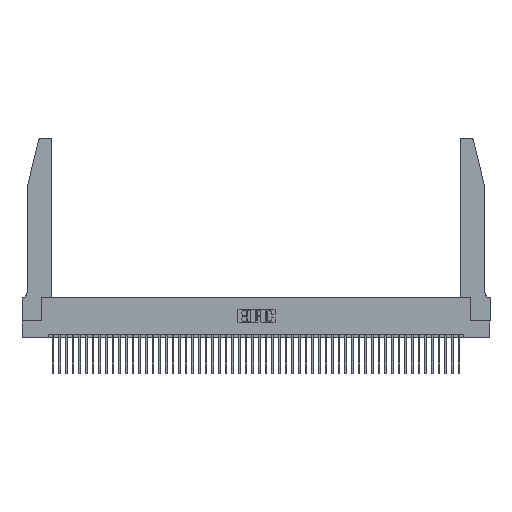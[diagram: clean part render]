
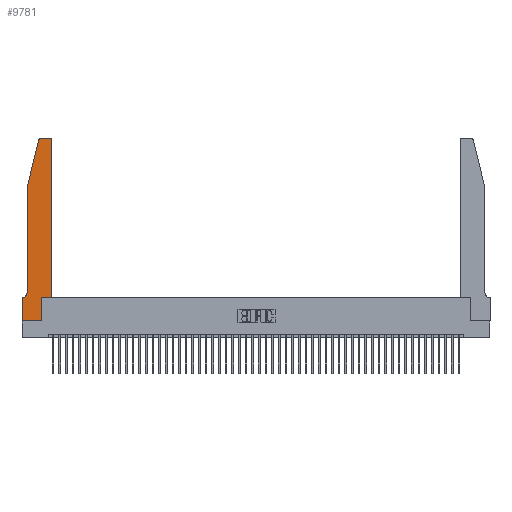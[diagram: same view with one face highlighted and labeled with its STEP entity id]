
A CAD part, top view. The second image highlights one B-rep face of the part: STEP entity #9781.
In plain terms, the highlighted planar face has unit normal (0, 0, 1).
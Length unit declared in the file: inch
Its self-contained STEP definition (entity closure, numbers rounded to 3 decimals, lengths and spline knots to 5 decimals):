
#542 = EDGE_CURVE ( 'NONE', #14750, #9442, #23356, .T. ) ;
#1050 = VECTOR ( 'NONE', #2472, 39.37008 ) ;
#1137 = DIRECTION ( 'NONE',  ( -1., 0., 0. ) ) ;
#1437 = VECTOR ( 'NONE', #32550, 39.37008 ) ;
#1904 = DIRECTION ( 'NONE',  ( 0., 1., 0. ) ) ;
#2082 = EDGE_CURVE ( 'NONE', #19933, #19246, #41218, .T. ) ;
#2472 = DIRECTION ( 'NONE',  ( 0., 1., 0. ) ) ;
#3242 = VERTEX_POINT ( 'NONE', #19589 ) ;
#3307 = CARTESIAN_POINT ( 'NONE',  ( 0., 0.35, 0.37 ) ) ;
#3486 = DIRECTION ( 'NONE',  ( 1., 0., 0. ) ) ;
#3687 = LINE ( 'NONE', #33904, #11668 ) ;
#4499 = DIRECTION ( 'NONE',  ( 0., 0., 1. ) ) ;
#4931 = CARTESIAN_POINT ( 'NONE',  ( 0.4505, 2.72, 0.37 ) ) ;
#5158 = CARTESIAN_POINT ( 'NONE',  ( 0.4505, 0.35, 0.37 ) ) ;
#5222 = CARTESIAN_POINT ( 'NONE',  ( 0.0755, 0.35, 0.37 ) ) ;
#5319 = DIRECTION ( 'NONE',  ( 0., -1., 0. ) ) ;
#5721 = ORIENTED_EDGE ( 'NONE', *, *, #23497, .T. ) ;
#6313 = VECTOR ( 'NONE', #5319, 39.37008 ) ;
#6920 = PLANE ( 'NONE',  #8153 ) ;
#7319 = CARTESIAN_POINT ( 'NONE',  ( 0.4205, 2.75, 0.37 ) ) ;
#7428 = VERTEX_POINT ( 'NONE', #27806 ) ;
#7984 = VECTOR ( 'NONE', #1137, 39.37008 ) ;
#8060 = CARTESIAN_POINT ( 'NONE',  ( 0.284, 2.75, 0.37 ) ) ;
#8127 = ORIENTED_EDGE ( 'NONE', *, *, #18280, .T. ) ;
#8153 = AXIS2_PLACEMENT_3D ( 'NONE', #3307, #16441, #3486 ) ;
#8670 = EDGE_CURVE ( 'NONE', #17760, #19933, #41629, .T. ) ;
#9442 = VERTEX_POINT ( 'NONE', #16311 ) ;
#9781 = ADVANCED_FACE ( 'NONE', ( #39011 ), #6920, .T. ) ;
#11402 = CARTESIAN_POINT ( 'NONE',  ( 0.25487, 2.72718, 0.37 ) ) ;
#11592 = CARTESIAN_POINT ( 'NONE',  ( 0.0055, 0.42, 0.37 ) ) ;
#11668 = VECTOR ( 'NONE', #41107, 39.37008 ) ;
#14750 = VERTEX_POINT ( 'NONE', #47154 ) ;
#16148 = DIRECTION ( 'NONE',  ( 0., 0., 1. ) ) ;
#16311 = CARTESIAN_POINT ( 'NONE',  ( 0., 0., 0.37 ) ) ;
#16441 = DIRECTION ( 'NONE',  ( 0., 0., 1. ) ) ;
#17055 = CIRCLE ( 'NONE', #33884, 0.07 ) ;
#17064 = EDGE_CURVE ( 'NONE', #26843, #3242, #18785, .T. ) ;
#17269 = ORIENTED_EDGE ( 'NONE', *, *, #38717, .T. ) ;
#17760 = VERTEX_POINT ( 'NONE', #38194 ) ;
#17865 = DIRECTION ( 'NONE',  ( 0., -1., 0. ) ) ;
#17878 = CARTESIAN_POINT ( 'NONE',  ( 0., 0., 0.37 ) ) ;
#18280 = EDGE_CURVE ( 'NONE', #25331, #33869, #43264, .T. ) ;
#18289 = VECTOR ( 'NONE', #1904, 39.37008 ) ;
#18785 = LINE ( 'NONE', #37591, #23023 ) ;
#18876 = ORIENTED_EDGE ( 'NONE', *, *, #8670, .T. ) ;
#18973 = ORIENTED_EDGE ( 'NONE', *, *, #45754, .T. ) ;
#19246 = VERTEX_POINT ( 'NONE', #39585 ) ;
#19589 = CARTESIAN_POINT ( 'NONE',  ( 0.0755, 0.42, 0.37 ) ) ;
#19933 = VERTEX_POINT ( 'NONE', #38628 ) ;
#19994 = DIRECTION ( 'NONE',  ( 1., 0., 0. ) ) ;
#20064 = LINE ( 'NONE', #5222, #7984 ) ;
#22150 = VECTOR ( 'NONE', #39134, 39.37008 ) ;
#23023 = VECTOR ( 'NONE', #17865, 39.37008 ) ;
#23356 = LINE ( 'NONE', #17878, #6313 ) ;
#23497 = EDGE_CURVE ( 'NONE', #9442, #17760, #35654, .T. ) ;
#24343 = CARTESIAN_POINT ( 'NONE',  ( 0.4205, 2.72, 0.37 ) ) ;
#25331 = VERTEX_POINT ( 'NONE', #7319 ) ;
#25919 = CARTESIAN_POINT ( 'NONE',  ( 0.2605, 2.75, 0.37 ) ) ;
#25944 = ORIENTED_EDGE ( 'NONE', *, *, #45144, .T. ) ;
#26463 = CIRCLE ( 'NONE', #39943, 0.03 ) ;
#26843 = VERTEX_POINT ( 'NONE', #27357 ) ;
#27357 = CARTESIAN_POINT ( 'NONE',  ( 0.0755, 2., 0.37 ) ) ;
#27718 = AXIS2_PLACEMENT_3D ( 'NONE', #24343, #16148, #32101 ) ;
#27806 = CARTESIAN_POINT ( 'NONE',  ( 0.0055, 0.35, 0.37 ) ) ;
#28096 = VERTEX_POINT ( 'NONE', #11402 ) ;
#30866 = CIRCLE ( 'NONE', #27718, 0.03 ) ;
#30883 = DIRECTION ( 'NONE',  ( -1., 0., 0. ) ) ;
#31025 = LINE ( 'NONE', #37536, #1050 ) ;
#32101 = DIRECTION ( 'NONE',  ( 1., 0., 0. ) ) ;
#32225 = CARTESIAN_POINT ( 'NONE',  ( 0.284, 2.72, 0.37 ) ) ;
#32459 = ORIENTED_EDGE ( 'NONE', *, *, #47773, .T. ) ;
#32482 = ORIENTED_EDGE ( 'NONE', *, *, #38950, .T. ) ;
#32550 = DIRECTION ( 'NONE',  ( 1., 0., 0. ) ) ;
#33364 = ORIENTED_EDGE ( 'NONE', *, *, #17064, .T. ) ;
#33869 = VERTEX_POINT ( 'NONE', #8060 ) ;
#33884 = AXIS2_PLACEMENT_3D ( 'NONE', #11592, #46865, #30883 ) ;
#33904 = CARTESIAN_POINT ( 'NONE',  ( 0.0755, 2., 0.37 ) ) ;
#35186 = CARTESIAN_POINT ( 'NONE',  ( 0., 0., 0.37 ) ) ;
#35654 = LINE ( 'NONE', #35186, #22150 ) ;
#37223 = EDGE_LOOP ( 'NONE', ( #8127, #18973, #39210, #33364, #17269, #32482, #43620, #5721, #18876, #39121, #32459, #25944 ) ) ;
#37319 = DIRECTION ( 'NONE',  ( -1., 0., 0. ) ) ;
#37536 = CARTESIAN_POINT ( 'NONE',  ( 0.4505, 0.35, 0.37 ) ) ;
#37591 = CARTESIAN_POINT ( 'NONE',  ( 0.0755, 2., 0.37 ) ) ;
#37795 = EDGE_CURVE ( 'NONE', #28096, #26843, #3687, .T. ) ;
#38194 = CARTESIAN_POINT ( 'NONE',  ( 0.2865, 0., 0.37 ) ) ;
#38628 = CARTESIAN_POINT ( 'NONE',  ( 0.2865, 0.35, 0.37 ) ) ;
#38717 = EDGE_CURVE ( 'NONE', #3242, #7428, #17055, .T. ) ;
#38950 = EDGE_CURVE ( 'NONE', #7428, #14750, #20064, .T. ) ;
#39011 = FACE_OUTER_BOUND ( 'NONE', #37223, .T. ) ;
#39121 = ORIENTED_EDGE ( 'NONE', *, *, #2082, .T. ) ;
#39134 = DIRECTION ( 'NONE',  ( 1., 0., 0. ) ) ;
#39210 = ORIENTED_EDGE ( 'NONE', *, *, #37795, .T. ) ;
#39573 = VECTOR ( 'NONE', #37319, 39.37008 ) ;
#39585 = CARTESIAN_POINT ( 'NONE',  ( 0.4505, 0.35, 0.37 ) ) ;
#39943 = AXIS2_PLACEMENT_3D ( 'NONE', #32225, #4499, #19994 ) ;
#41023 = VERTEX_POINT ( 'NONE', #4931 ) ;
#41107 = DIRECTION ( 'NONE',  ( -0.239, -0.971, 0. ) ) ;
#41218 = LINE ( 'NONE', #5158, #1437 ) ;
#41629 = LINE ( 'NONE', #45229, #18289 ) ;
#43264 = LINE ( 'NONE', #25919, #39573 ) ;
#43620 = ORIENTED_EDGE ( 'NONE', *, *, #542, .T. ) ;
#45144 = EDGE_CURVE ( 'NONE', #41023, #25331, #30866, .T. ) ;
#45229 = CARTESIAN_POINT ( 'NONE',  ( 0.2865, 0.35, 0.37 ) ) ;
#45754 = EDGE_CURVE ( 'NONE', #33869, #28096, #26463, .T. ) ;
#46865 = DIRECTION ( 'NONE',  ( 0., 0., -1. ) ) ;
#47154 = CARTESIAN_POINT ( 'NONE',  ( 0., 0.35, 0.37 ) ) ;
#47773 = EDGE_CURVE ( 'NONE', #19246, #41023, #31025, .T. ) ;
